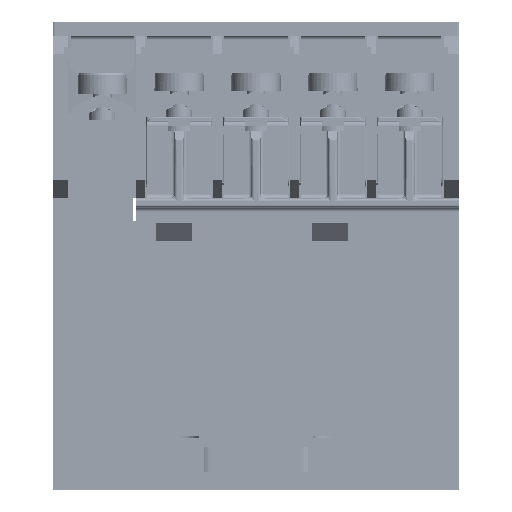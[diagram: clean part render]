
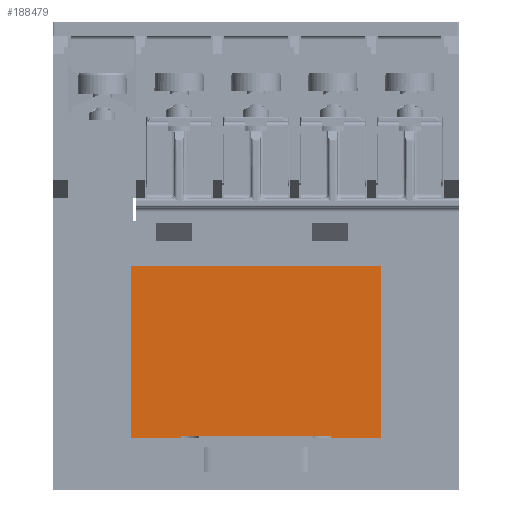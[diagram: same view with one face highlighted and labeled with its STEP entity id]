
A CAD part, front view. The second image highlights one B-rep face of the part: STEP entity #188479.
In plain terms, the highlighted planar face has unit normal (0, -1, 0).
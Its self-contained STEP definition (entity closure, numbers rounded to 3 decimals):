
#188382=CARTESIAN_POINT('',(-8.25,-22.175,-12.25));
#188383=VERTEX_POINT('',#188382);
#188399=CARTESIAN_POINT('',(-8.25,-22.175,-12.));
#188400=VERTEX_POINT('',#188399);
#188408=CARTESIAN_POINT('',(-8.25,-22.175,-12.));
#188409=DIRECTION('',(0.0,0.0,-1.0));
#188410=VECTOR('',#188409,0.25);
#188411=LINE('',#188408,#188410);
#188412=EDGE_CURVE('',#188400,#188383,#188411,.T.);
#188417=CARTESIAN_POINT('',(0.,-22.175,-3.75));
#188418=DIRECTION('',(0.0,1.0,0.0));
#188419=DIRECTION('',(0.0,0.0,1.0));
#188420=AXIS2_PLACEMENT_3D('',#188417,#188418,#188419);
#188421=PLANE('',#188420);
#188422=ORIENTED_EDGE('',*,*,#188412,.F.);
#188423=CARTESIAN_POINT('',(8.25,-22.175,-12.));
#188424=VERTEX_POINT('',#188423);
#188425=CARTESIAN_POINT('',(-8.25,-22.175,-12.));
#188426=DIRECTION('',(1.0,0.0,0.0));
#188427=VECTOR('',#188426,16.5);
#188428=LINE('',#188425,#188427);
#188429=EDGE_CURVE('',#188400,#188424,#188428,.T.);
#188430=ORIENTED_EDGE('',*,*,#188429,.T.);
#188431=CARTESIAN_POINT('',(8.25,-22.175,-12.25));
#188432=VERTEX_POINT('',#188431);
#188433=CARTESIAN_POINT('',(8.25,-22.175,-12.25));
#188434=DIRECTION('',(0.0,0.0,1.0));
#188435=VECTOR('',#188434,0.25);
#188436=LINE('',#188433,#188435);
#188437=EDGE_CURVE('',#188432,#188424,#188436,.T.);
#188438=ORIENTED_EDGE('',*,*,#188437,.F.);
#188439=CARTESIAN_POINT('',(13.875,-22.175,-12.25));
#188440=VERTEX_POINT('',#188439);
#188441=CARTESIAN_POINT('',(8.25,-22.175,-12.25));
#188442=DIRECTION('',(1.0,0.0,0.0));
#188443=VECTOR('',#188442,5.625);
#188444=LINE('',#188441,#188443);
#188445=EDGE_CURVE('',#188432,#188440,#188444,.T.);
#188446=ORIENTED_EDGE('',*,*,#188445,.T.);
#188447=CARTESIAN_POINT('',(13.875,-22.175,6.75));
#188448=VERTEX_POINT('',#188447);
#188449=CARTESIAN_POINT('',(13.875,-22.175,-12.25));
#188450=DIRECTION('',(0.0,0.0,1.0));
#188451=VECTOR('',#188450,19.0);
#188452=LINE('',#188449,#188451);
#188453=EDGE_CURVE('',#188440,#188448,#188452,.T.);
#188454=ORIENTED_EDGE('',*,*,#188453,.T.);
#188455=CARTESIAN_POINT('',(-13.875,-22.175,6.75));
#188456=VERTEX_POINT('',#188455);
#188457=CARTESIAN_POINT('',(-13.875,-22.175,6.75));
#188458=DIRECTION('',(1.0,0.0,0.0));
#188459=VECTOR('',#188458,27.75);
#188460=LINE('',#188457,#188459);
#188461=EDGE_CURVE('',#188456,#188448,#188460,.T.);
#188462=ORIENTED_EDGE('',*,*,#188461,.F.);
#188463=CARTESIAN_POINT('',(-13.875,-22.175,-12.25));
#188464=VERTEX_POINT('',#188463);
#188465=CARTESIAN_POINT('',(-13.875,-22.175,6.75));
#188466=DIRECTION('',(0.0,0.0,-1.0));
#188467=VECTOR('',#188466,19.);
#188468=LINE('',#188465,#188467);
#188469=EDGE_CURVE('',#188456,#188464,#188468,.T.);
#188470=ORIENTED_EDGE('',*,*,#188469,.T.);
#188471=CARTESIAN_POINT('',(-13.875,-22.175,-12.25));
#188472=DIRECTION('',(1.0,0.0,0.0));
#188473=VECTOR('',#188472,5.625);
#188474=LINE('',#188471,#188473);
#188475=EDGE_CURVE('',#188464,#188383,#188474,.T.);
#188476=ORIENTED_EDGE('',*,*,#188475,.T.);
#188477=EDGE_LOOP('',(#188422,#188430,#188438,#188446,#188454,#188462,#188470,#188476));
#188478=FACE_OUTER_BOUND('',#188477,.T.);
#188479=ADVANCED_FACE('',(#188478),#188421,.F.);
